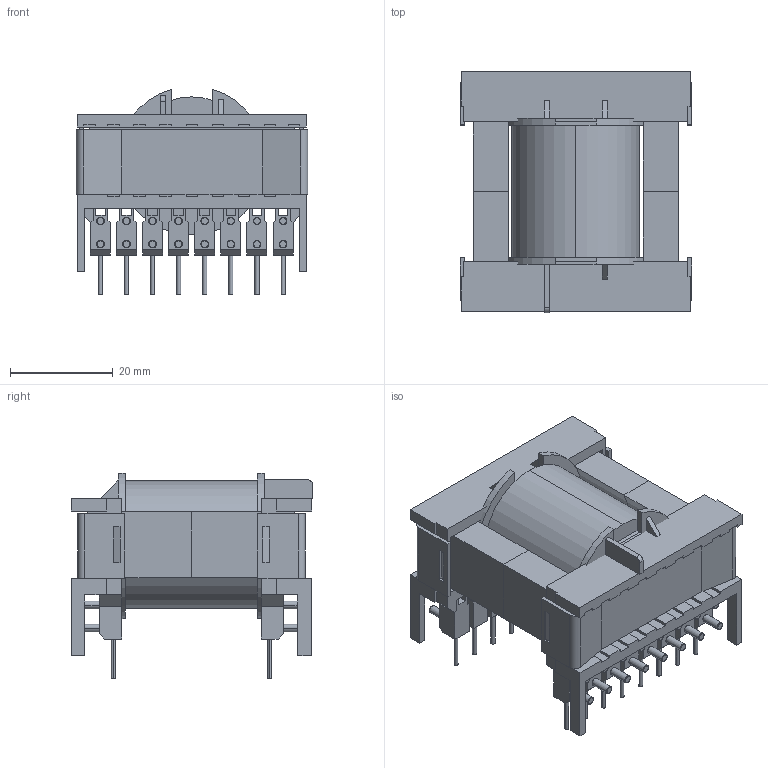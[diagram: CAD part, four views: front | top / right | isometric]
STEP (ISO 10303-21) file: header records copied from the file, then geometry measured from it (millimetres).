
FILE_DESCRIPTION((''),'2;1');
FILE_NAME('XFMR_EDA-01905-V1-0_misc5.stp','2012-09-24T13:24:35',(''),(''),'Mechanical Desktop 2011','Mechanical Desktop 2011',', , ');
FILE_SCHEMA(('AUTOMOTIVE_DESIGN { 1 2 10303 214 1 1 1 1 }'));
Length unit declared in the file: millimetre
Products named in the file (1): Product
Bounding box: 45.1 x 47.04 x 40 mm (x, y, z)
Volume: 33361.7 mm3; surface area: 26247.1 mm2
Topology: 40 solids, 40 shells, 792 faces, 2044 edges, 1372 vertices
Faces by surface type: bspline 345, plane 336, cylinder 79, torus 32
Entity records: 25919 total; most frequent: CARTESIAN_POINT 7088, ORIENTED_EDGE 4088, DIRECTION 3398, EDGE_CURVE 2044, VECTOR 1586, LINE 1586, VERTEX_POINT 1372, AXIS2_PLACEMENT_3D 906
